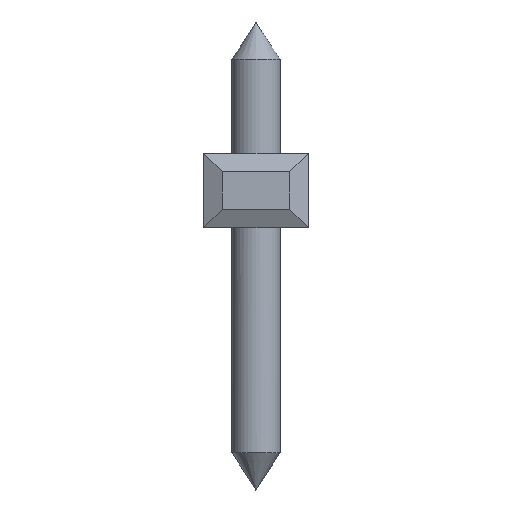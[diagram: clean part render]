
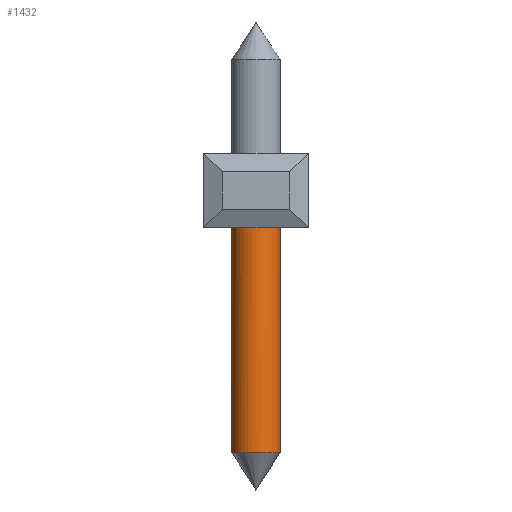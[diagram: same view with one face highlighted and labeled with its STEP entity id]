
A CAD part, left-side view. The second image highlights one B-rep face of the part: STEP entity #1432.
In plain terms, the highlighted cylindrical face has radius 0.65 mm (diameter 1.3 mm), a full revolution.
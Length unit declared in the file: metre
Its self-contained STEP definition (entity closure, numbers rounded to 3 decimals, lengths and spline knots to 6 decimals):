
#1432=ADVANCED_FACE('',(#2953,#2954),#2955,.T.);
#2953=FACE_OUTER_BOUND('',#4484,.T.);
#2954=FACE_OUTER_BOUND('',#4485,.T.);
#2955=CYLINDRICAL_SURFACE('',#4486,0.00065);
#4484=EDGE_LOOP('',(#8543));
#4485=EDGE_LOOP('',(#8544));
#4486=AXIS2_PLACEMENT_3D('',#8545,#8546,#8547);
#8543=ORIENTED_EDGE('',*,*,#10078,.F.);
#8544=ORIENTED_EDGE('',*,*,#8698,.F.);
#8545=CARTESIAN_POINT('',(-0.00435,-0.03326,0.0025));
#8546=DIRECTION('',(0.0,0.,-1.0));
#8547=DIRECTION('',(-1.0,0.0,0.0));
#8698=EDGE_CURVE('',#10291,#10291,#10292,.T.);
#10078=EDGE_CURVE('',#12259,#12259,#12260,.T.);
#10291=VERTEX_POINT('',#12509);
#10292=CIRCLE('',#12510,0.00065);
#12259=VERTEX_POINT('',#15430);
#12260=CIRCLE('',#15431,0.00065);
#12509=CARTESIAN_POINT('',(-0.00396,-0.03274,-0.008));
#12510=AXIS2_PLACEMENT_3D('',#15707,#15708,#15709);
#15430=CARTESIAN_POINT('',(-0.00435,-0.03391,-0.0018));
#15431=AXIS2_PLACEMENT_3D('',#16750,#16751,#16752);
#15707=CARTESIAN_POINT('',(-0.00435,-0.03326,-0.008));
#15708=DIRECTION('',(0.,0.,-1.0));
#15709=DIRECTION('',(0.6,0.8,0.));
#16750=CARTESIAN_POINT('',(-0.00435,-0.03326,-0.0018));
#16751=DIRECTION('',(0.0,0.,1.0));
#16752=DIRECTION('',(0.0,-1.0,0.));
